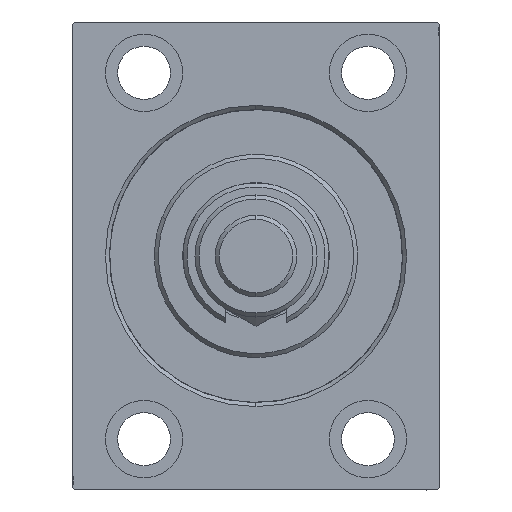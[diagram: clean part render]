
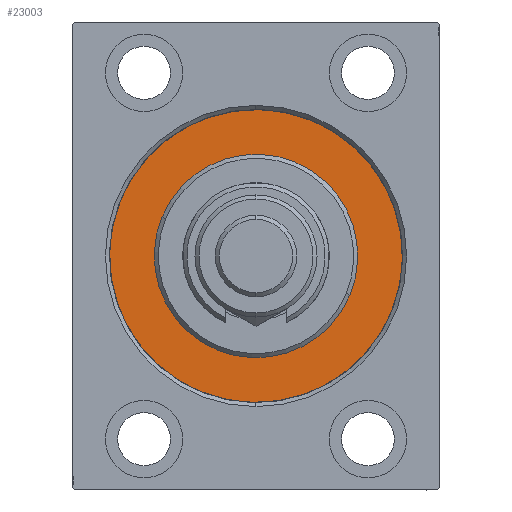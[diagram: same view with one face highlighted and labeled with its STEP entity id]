
A CAD part, left-side view. The second image highlights one B-rep face of the part: STEP entity #23003.
In plain terms, the highlighted face is planar.
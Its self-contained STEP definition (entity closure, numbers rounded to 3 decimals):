
#3411 = ORIENTED_EDGE ( 'NONE', *, *, #12692, .F. ) ;
#5684 = DIRECTION ( 'NONE',  ( 0., 0., -1. ) ) ;
#6338 = PLANE ( 'NONE',  #15801 ) ;
#6785 = VERTEX_POINT ( 'NONE', #13405 ) ;
#7412 = DIRECTION ( 'NONE',  ( 0., 0., -1. ) ) ;
#8778 = EDGE_CURVE ( 'NONE', #31349, #6785, #42381, .T. ) ;
#9815 = DIRECTION ( 'NONE',  ( -1., 0., 0. ) ) ;
#10794 = AXIS2_PLACEMENT_3D ( 'NONE', #38655, #34808, #5684 ) ;
#11965 = DIRECTION ( 'NONE',  ( 1., 0., 0. ) ) ;
#12692 = EDGE_CURVE ( 'NONE', #14077, #13380, #17808, .T. ) ;
#13090 = DIRECTION ( 'NONE',  ( -1., 0., 0. ) ) ;
#13380 = VERTEX_POINT ( 'NONE', #20910 ) ;
#13405 = CARTESIAN_POINT ( 'NONE',  ( 0., 0., 25. ) ) ;
#14077 = VERTEX_POINT ( 'NONE', #35359 ) ;
#15801 = AXIS2_PLACEMENT_3D ( 'NONE', #46029, #13090, #35220 ) ;
#16129 = EDGE_LOOP ( 'NONE', ( #31933, #21708 ) ) ;
#17808 = CIRCLE ( 'NONE', #18588, 36. ) ;
#18588 = AXIS2_PLACEMENT_3D ( 'NONE', #24737, #9815, #31721 ) ;
#20910 = CARTESIAN_POINT ( 'NONE',  ( 0., 0., -36. ) ) ;
#21117 = CIRCLE ( 'NONE', #41067, 25. ) ;
#21517 = EDGE_CURVE ( 'NONE', #13380, #14077, #41115, .T. ) ;
#21708 = ORIENTED_EDGE ( 'NONE', *, *, #8778, .F. ) ;
#23003 = ADVANCED_FACE ( 'NONE', ( #28707, #36173 ), #6338, .F. ) ;
#23649 = EDGE_CURVE ( 'NONE', #6785, #31349, #21117, .T. ) ;
#23834 = EDGE_LOOP ( 'NONE', ( #42502, #3411 ) ) ;
#24737 = CARTESIAN_POINT ( 'NONE',  ( 0., 0., 0. ) ) ;
#27870 = CARTESIAN_POINT ( 'NONE',  ( 0., 0., 0. ) ) ;
#28707 = FACE_BOUND ( 'NONE', #16129, .T. ) ;
#30359 = AXIS2_PLACEMENT_3D ( 'NONE', #27870, #34856, #45902 ) ;
#31349 = VERTEX_POINT ( 'NONE', #47607 ) ;
#31721 = DIRECTION ( 'NONE',  ( 0., 0., 1. ) ) ;
#31933 = ORIENTED_EDGE ( 'NONE', *, *, #23649, .F. ) ;
#34808 = DIRECTION ( 'NONE',  ( 1., 0., 0. ) ) ;
#34856 = DIRECTION ( 'NONE',  ( -1., 0., 0. ) ) ;
#35220 = DIRECTION ( 'NONE',  ( 0., 0., 1. ) ) ;
#35359 = CARTESIAN_POINT ( 'NONE',  ( 0., 0., 36. ) ) ;
#36173 = FACE_OUTER_BOUND ( 'NONE', #23834, .T. ) ;
#38655 = CARTESIAN_POINT ( 'NONE',  ( 0., 0., 0. ) ) ;
#40372 = CARTESIAN_POINT ( 'NONE',  ( 0., 0., 0. ) ) ;
#41067 = AXIS2_PLACEMENT_3D ( 'NONE', #40372, #11965, #7412 ) ;
#41115 = CIRCLE ( 'NONE', #30359, 36. ) ;
#42381 = CIRCLE ( 'NONE', #10794, 25. ) ;
#42502 = ORIENTED_EDGE ( 'NONE', *, *, #21517, .F. ) ;
#45902 = DIRECTION ( 'NONE',  ( 0., 0., 1. ) ) ;
#46029 = CARTESIAN_POINT ( 'NONE',  ( 0., 0., 0. ) ) ;
#47607 = CARTESIAN_POINT ( 'NONE',  ( 0., 0., -25. ) ) ;
